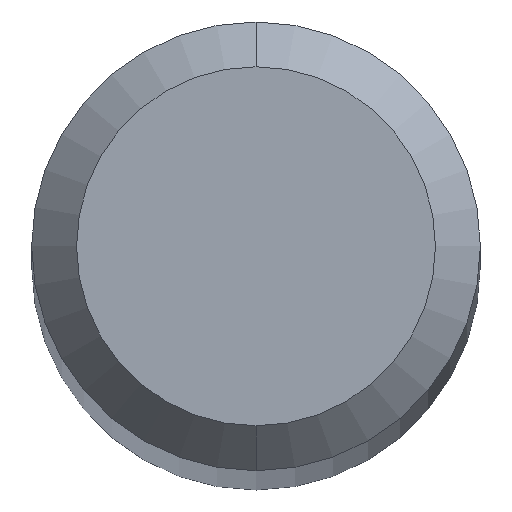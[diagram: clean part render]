
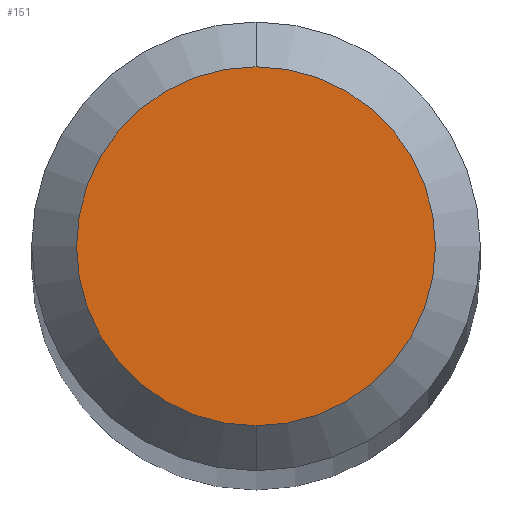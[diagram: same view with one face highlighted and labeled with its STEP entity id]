
A CAD part, top view. The second image highlights one B-rep face of the part: STEP entity #151.
In plain terms, the highlighted planar face has unit normal (0, 0, 1).
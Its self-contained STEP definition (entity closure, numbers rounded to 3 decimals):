
#4 = DIRECTION ( 'NONE',  ( 0., 0., 1. ) ) ;
#8 = EDGE_LOOP ( 'NONE', ( #178, #22 ) ) ;
#14 = CARTESIAN_POINT ( 'NONE',  ( 0., 1.092, 0. ) ) ;
#16 = DIRECTION ( 'NONE',  ( 0., 1., 0. ) ) ;
#17 = FACE_OUTER_BOUND ( 'NONE', #8, .T. ) ;
#22 = ORIENTED_EDGE ( 'NONE', *, *, #67, .T. ) ;
#28 = VERTEX_POINT ( 'NONE', #131 ) ;
#45 = AXIS2_PLACEMENT_3D ( 'NONE', #14, #114, #72 ) ;
#50 = CARTESIAN_POINT ( 'NONE',  ( 0., 0., 0. ) ) ;
#57 = PLANE ( 'NONE',  #45 ) ;
#62 = CARTESIAN_POINT ( 'NONE',  ( 0., 0., 0. ) ) ;
#67 = EDGE_CURVE ( 'NONE', #28, #69, #158, .T. ) ;
#69 = VERTEX_POINT ( 'NONE', #177 ) ;
#72 = DIRECTION ( 'NONE',  ( 0., 1., 0. ) ) ;
#87 = EDGE_CURVE ( 'NONE', #69, #28, #187, .T. ) ;
#90 = AXIS2_PLACEMENT_3D ( 'NONE', #62, #118, #16 ) ;
#100 = DIRECTION ( 'NONE',  ( 0., 1., 0. ) ) ;
#114 = DIRECTION ( 'NONE',  ( 0., 0., -1. ) ) ;
#118 = DIRECTION ( 'NONE',  ( 0., 0., 1. ) ) ;
#131 = CARTESIAN_POINT ( 'NONE',  ( 0., -0.874, 0. ) ) ;
#151 = ADVANCED_FACE ( 'NONE', ( #17 ), #57, .F. ) ;
#158 = CIRCLE ( 'NONE', #90, 0.874 ) ;
#164 = AXIS2_PLACEMENT_3D ( 'NONE', #50, #4, #100 ) ;
#177 = CARTESIAN_POINT ( 'NONE',  ( 0., 0.874, 0. ) ) ;
#178 = ORIENTED_EDGE ( 'NONE', *, *, #87, .T. ) ;
#187 = CIRCLE ( 'NONE', #164, 0.874 ) ;
